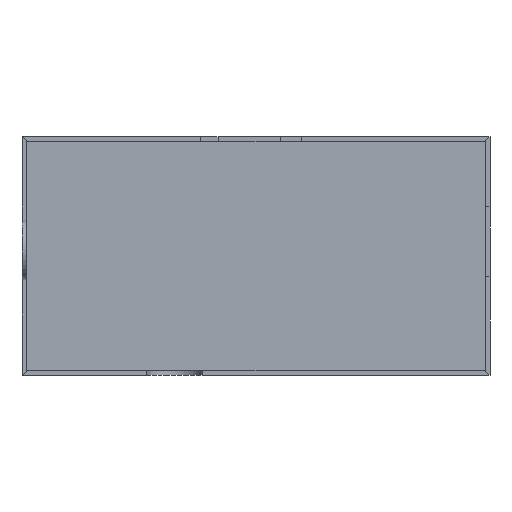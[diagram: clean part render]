
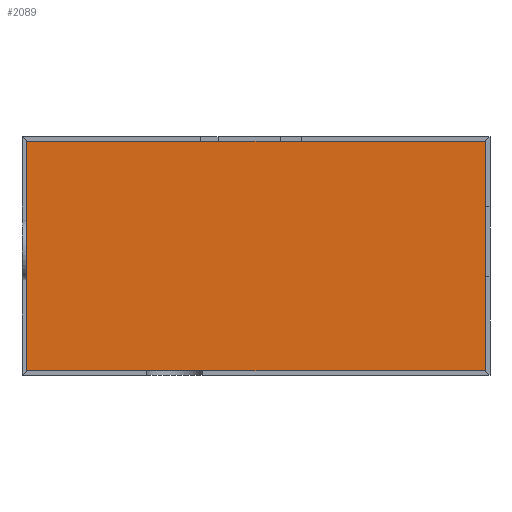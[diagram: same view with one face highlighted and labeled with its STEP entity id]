
A CAD part, front view. The second image highlights one B-rep face of the part: STEP entity #2089.
In plain terms, the highlighted planar face has unit normal (0, -1, 0).
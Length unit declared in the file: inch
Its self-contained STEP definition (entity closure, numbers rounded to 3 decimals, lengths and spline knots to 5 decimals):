
#49 = VECTOR ( 'NONE', #2006, 39.37008 ) ;
#113 = AXIS2_PLACEMENT_3D ( 'NONE', #1760, #2035, #617 ) ;
#157 = CARTESIAN_POINT ( 'NONE',  ( 1.9685, -0.49213, -0.98425 ) ) ;
#200 = CARTESIAN_POINT ( 'NONE',  ( 1.9685, -0.49213, 0.98425 ) ) ;
#227 = CARTESIAN_POINT ( 'NONE',  ( -1.9685, -0.49213, -0.98425 ) ) ;
#337 = EDGE_CURVE ( 'NONE', #1842, #832, #1465, .T. ) ;
#373 = LINE ( 'NONE', #157, #1193 ) ;
#547 = CARTESIAN_POINT ( 'NONE',  ( -1.9685, -0.49213, 0.98425 ) ) ;
#615 = EDGE_CURVE ( 'NONE', #832, #959, #1024, .T. ) ;
#617 = DIRECTION ( 'NONE',  ( 0., 0., -1. ) ) ;
#743 = ORIENTED_EDGE ( 'NONE', *, *, #1307, .T. ) ;
#832 = VERTEX_POINT ( 'NONE', #200 ) ;
#837 = FACE_OUTER_BOUND ( 'NONE', #969, .T. ) ;
#920 = CARTESIAN_POINT ( 'NONE',  ( 1.9685, -0.49213, 0.98425 ) ) ;
#959 = VERTEX_POINT ( 'NONE', #1244 ) ;
#969 = EDGE_LOOP ( 'NONE', ( #2307, #1590, #743, #1185 ) ) ;
#1024 = LINE ( 'NONE', #547, #1989 ) ;
#1185 = ORIENTED_EDGE ( 'NONE', *, *, #337, .T. ) ;
#1193 = VECTOR ( 'NONE', #2312, 39.37008 ) ;
#1244 = CARTESIAN_POINT ( 'NONE',  ( -1.9685, -0.49213, 0.98425 ) ) ;
#1307 = EDGE_CURVE ( 'NONE', #1710, #1842, #373, .T. ) ;
#1328 = EDGE_CURVE ( 'NONE', #959, #1710, #1790, .T. ) ;
#1388 = PLANE ( 'NONE',  #113 ) ;
#1465 = LINE ( 'NONE', #920, #49 ) ;
#1590 = ORIENTED_EDGE ( 'NONE', *, *, #1328, .T. ) ;
#1697 = DIRECTION ( 'NONE',  ( 0., 0., -1. ) ) ;
#1710 = VERTEX_POINT ( 'NONE', #1741 ) ;
#1735 = VECTOR ( 'NONE', #1697, 39.37008 ) ;
#1741 = CARTESIAN_POINT ( 'NONE',  ( -1.9685, -0.49213, -0.98425 ) ) ;
#1760 = CARTESIAN_POINT ( 'NONE',  ( 0., -0.49213, 0. ) ) ;
#1790 = LINE ( 'NONE', #227, #1735 ) ;
#1842 = VERTEX_POINT ( 'NONE', #2196 ) ;
#1978 = DIRECTION ( 'NONE',  ( -1., 0., 0. ) ) ;
#1989 = VECTOR ( 'NONE', #1978, 39.37008 ) ;
#2006 = DIRECTION ( 'NONE',  ( 0., 0., 1. ) ) ;
#2035 = DIRECTION ( 'NONE',  ( 0., -1., 0. ) ) ;
#2089 = ADVANCED_FACE ( 'NONE', ( #837 ), #1388, .T. ) ;
#2196 = CARTESIAN_POINT ( 'NONE',  ( 1.9685, -0.49213, -0.98425 ) ) ;
#2307 = ORIENTED_EDGE ( 'NONE', *, *, #615, .T. ) ;
#2312 = DIRECTION ( 'NONE',  ( 1., 0., 0. ) ) ;
